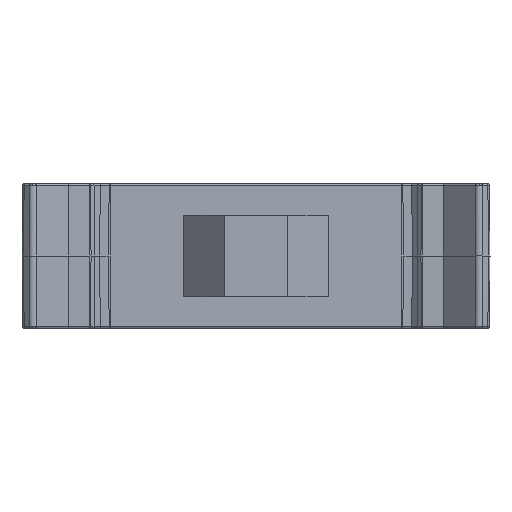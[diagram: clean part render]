
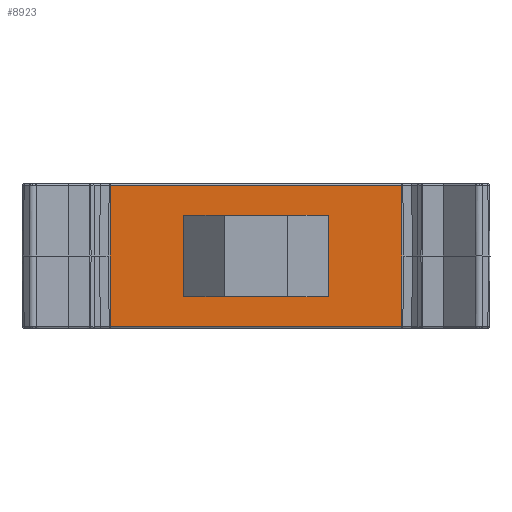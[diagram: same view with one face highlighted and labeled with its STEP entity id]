
A CAD part, front view. The second image highlights one B-rep face of the part: STEP entity #8923.
In plain terms, the highlighted planar face has unit normal (0, -1, 0).
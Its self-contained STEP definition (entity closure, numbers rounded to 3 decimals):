
#510=FACE_BOUND($,#1669,.T.);
#916=PLANE($,#9526);
#1076=FACE_OUTER_BOUND($,#1668,.T.);
#1668=EDGE_LOOP($,(#6041,#6042,#6043,#6044,#6045,#6046));
#1669=EDGE_LOOP($,(#6047,#6048,#6049,#6050,#6051,#6052));
#2265=LINE($,#13462,#2932);
#2270=LINE($,#13477,#2937);
#2283=LINE($,#13505,#2950);
#2284=LINE($,#13507,#2951);
#2285=LINE($,#13509,#2952);
#2286=LINE($,#13511,#2953);
#2287=LINE($,#13513,#2954);
#2288=LINE($,#13514,#2955);
#2289=LINE($,#13515,#2956);
#2290=LINE($,#13516,#2957);
#2932=VECTOR($,#10616,4.5);
#2937=VECTOR($,#10629,4.5);
#2950=VECTOR($,#10652,32.2);
#2951=VECTOR($,#10653,7.8);
#2952=VECTOR($,#10654,7.8);
#2953=VECTOR($,#10655,32.2);
#2954=VECTOR($,#10656,7.8);
#2955=VECTOR($,#10657,7.8);
#2956=VECTOR($,#10658,4.5);
#2957=VECTOR($,#10659,4.5);
#3596=CIRCLE($,#9516,4.5);
#3598=CIRCLE($,#9520,4.5);
#3948=VERTEX_POINT($,#13452);
#3949=VERTEX_POINT($,#13454);
#3951=VERTEX_POINT($,#13460);
#3954=VERTEX_POINT($,#13467);
#3955=VERTEX_POINT($,#13469);
#3957=VERTEX_POINT($,#13475);
#3966=VERTEX_POINT($,#13503);
#3967=VERTEX_POINT($,#13504);
#3968=VERTEX_POINT($,#13506);
#3969=VERTEX_POINT($,#13508);
#3970=VERTEX_POINT($,#13510);
#3971=VERTEX_POINT($,#13512);
#4684=EDGE_CURVE($,#3948,#3949,#3596,.F.);
#4688=EDGE_CURVE($,#3951,#3948,#2265,.T.);
#4691=EDGE_CURVE($,#3954,#3955,#3598,.F.);
#4695=EDGE_CURVE($,#3957,#3954,#2270,.T.);
#4708=EDGE_CURVE($,#3966,#3967,#2283,.T.);
#4709=EDGE_CURVE($,#3967,#3968,#2284,.T.);
#4710=EDGE_CURVE($,#3968,#3969,#2285,.T.);
#4711=EDGE_CURVE($,#3969,#3970,#2286,.T.);
#4712=EDGE_CURVE($,#3971,#3970,#2287,.T.);
#4713=EDGE_CURVE($,#3966,#3971,#2288,.T.);
#4714=EDGE_CURVE($,#3957,#3949,#2289,.T.);
#4715=EDGE_CURVE($,#3951,#3955,#2290,.T.);
#6041=ORIENTED_EDGE($,*,*,#4708,.T.);
#6042=ORIENTED_EDGE($,*,*,#4709,.T.);
#6043=ORIENTED_EDGE($,*,*,#4710,.T.);
#6044=ORIENTED_EDGE($,*,*,#4711,.T.);
#6045=ORIENTED_EDGE($,*,*,#4712,.F.);
#6046=ORIENTED_EDGE($,*,*,#4713,.F.);
#6047=ORIENTED_EDGE($,*,*,#4695,.F.);
#6048=ORIENTED_EDGE($,*,*,#4714,.T.);
#6049=ORIENTED_EDGE($,*,*,#4684,.F.);
#6050=ORIENTED_EDGE($,*,*,#4688,.F.);
#6051=ORIENTED_EDGE($,*,*,#4715,.T.);
#6052=ORIENTED_EDGE($,*,*,#4691,.F.);
#8923=ADVANCED_FACE($,(#1076,#510),#916,.F.);
#9516=AXIS2_PLACEMENT_3D($,#13455,#10609,#10610);
#9520=AXIS2_PLACEMENT_3D($,#13470,#10622,#10623);
#9526=AXIS2_PLACEMENT_3D($,#13502,#10650,#10651);
#10609=DIRECTION('center_axis',(0.,1.,0.));
#10610=DIRECTION('ref_axis',(-0.707,0.,
-0.707));
#10616=DIRECTION($,(0.,0.,-1.));
#10622=DIRECTION('center_axis',(0.,1.,0.));
#10623=DIRECTION('ref_axis',(0.707,0.,0.707));
#10629=DIRECTION($,(0.,0.,1.));
#10650=DIRECTION('center_axis',(0.,1.,0.));
#10651=DIRECTION('ref_axis',(0.,0.,1.));
#10652=DIRECTION($,(-1.,0.,0.));
#10653=DIRECTION($,(0.,0.,-1.));
#10654=DIRECTION($,(0.,0.,-1.));
#10655=DIRECTION($,(1.,0.,0.));
#10656=DIRECTION($,(0.,0.,-1.));
#10657=DIRECTION($,(0.,0.,-1.));
#10658=DIRECTION($,(-1.,0.,0.));
#10659=DIRECTION($,(1.,0.,0.));
#13452=CARTESIAN_POINT('',(-4.5,0.,0.));
#13454=CARTESIAN_POINT('',(0.,0.,
-4.5));
#13455=CARTESIAN_POINT('Origin',(0.,0.,
0.));
#13460=CARTESIAN_POINT('',(-4.5,0.,4.5));
#13462=CARTESIAN_POINT($,(-4.5,0.,0.));
#13467=CARTESIAN_POINT('',(4.5,0.,0.));
#13469=CARTESIAN_POINT('',(0.,0.,4.5));
#13470=CARTESIAN_POINT('Origin',(0.,0.,
0.));
#13475=CARTESIAN_POINT('',(4.5,0.,-4.5));
#13477=CARTESIAN_POINT($,(4.5,0.,0.));
#13502=CARTESIAN_POINT('Origin',(16.1,0.,8.));
#13503=CARTESIAN_POINT('',(16.1,0.,7.8));
#13504=CARTESIAN_POINT('',(-16.1,0.,7.8));
#13505=CARTESIAN_POINT($,(-16.1,0.,7.8));
#13506=CARTESIAN_POINT('',(-16.1,0.,0.));
#13507=CARTESIAN_POINT($,(-16.1,0.,8.));
#13508=CARTESIAN_POINT('',(-16.1,0.,-7.8));
#13509=CARTESIAN_POINT($,(-16.1,0.,8.));
#13510=CARTESIAN_POINT('',(16.1,0.,-7.8));
#13511=CARTESIAN_POINT($,(16.1,0.,-7.8));
#13512=CARTESIAN_POINT('',(16.1,0.,0.));
#13513=CARTESIAN_POINT($,(16.1,0.,8.));
#13514=CARTESIAN_POINT($,(16.1,0.,8.));
#13515=CARTESIAN_POINT($,(4.05,0.,-4.5));
#13516=CARTESIAN_POINT($,(12.05,0.,4.5));
